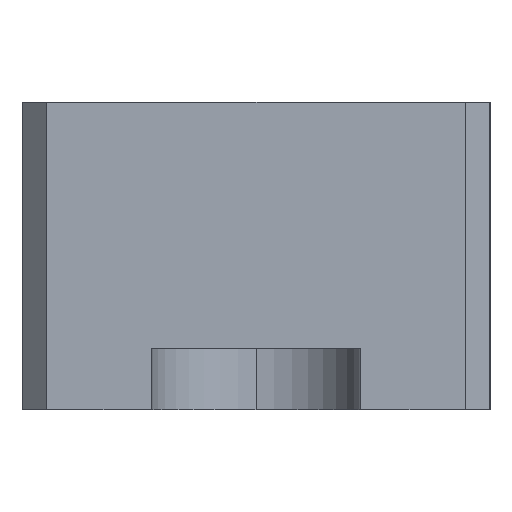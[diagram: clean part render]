
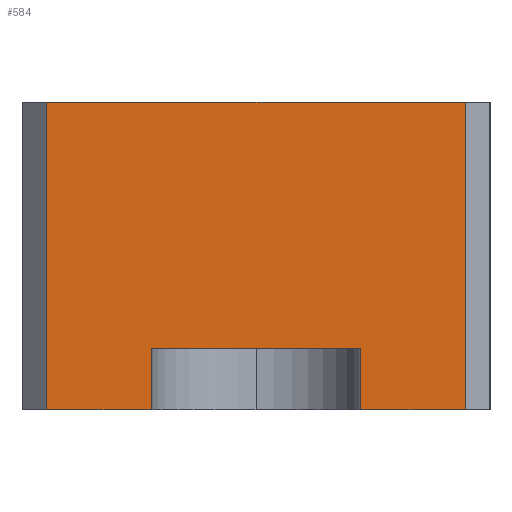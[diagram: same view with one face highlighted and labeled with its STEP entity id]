
A CAD part, left-side view. The second image highlights one B-rep face of the part: STEP entity #584.
In plain terms, the highlighted planar face has unit normal (-1, 0, 0).
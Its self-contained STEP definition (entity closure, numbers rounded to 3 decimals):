
#2 = EDGE_CURVE ( 'NONE', #554, #174, #568, .T. ) ;
#11 = CARTESIAN_POINT ( 'NONE',  ( -135., -8.5, 5. ) ) ;
#20 = VERTEX_POINT ( 'NONE', #681 ) ;
#27 = LINE ( 'NONE', #633, #129 ) ;
#31 = EDGE_CURVE ( 'NONE', #20, #670, #27, .T. ) ;
#52 = CARTESIAN_POINT ( 'NONE',  ( -135., -17., 0. ) ) ;
#56 = EDGE_CURVE ( 'NONE', #706, #20, #311, .T. ) ;
#62 = CARTESIAN_POINT ( 'NONE',  ( -135., -8.5, 0. ) ) ;
#71 = CARTESIAN_POINT ( 'NONE',  ( -135., 17., 0. ) ) ;
#83 = VECTOR ( 'NONE', #548, 1000. ) ;
#96 = VECTOR ( 'NONE', #419, 1000. ) ;
#107 = DIRECTION ( 'NONE',  ( 0., 0., -1. ) ) ;
#129 = VECTOR ( 'NONE', #464, 1000. ) ;
#149 = LINE ( 'NONE', #475, #96 ) ;
#159 = CARTESIAN_POINT ( 'NONE',  ( -135., -17., 25. ) ) ;
#174 = VERTEX_POINT ( 'NONE', #387 ) ;
#193 = CARTESIAN_POINT ( 'NONE',  ( -135., -17., 25. ) ) ;
#203 = CARTESIAN_POINT ( 'NONE',  ( -135., 8.5, 25. ) ) ;
#213 = CARTESIAN_POINT ( 'NONE',  ( -135., -17., 25. ) ) ;
#229 = LINE ( 'NONE', #603, #265 ) ;
#265 = VECTOR ( 'NONE', #615, 1000. ) ;
#288 = ORIENTED_EDGE ( 'NONE', *, *, #399, .F. ) ;
#293 = CARTESIAN_POINT ( 'NONE',  ( -135., 8.5, 5. ) ) ;
#306 = VECTOR ( 'NONE', #687, 1000. ) ;
#311 = LINE ( 'NONE', #203, #531 ) ;
#322 = AXIS2_PLACEMENT_3D ( 'NONE', #159, #375, #107 ) ;
#355 = EDGE_LOOP ( 'NONE', ( #406, #508, #511, #288, #358, #460, #552, #443 ) ) ;
#358 = ORIENTED_EDGE ( 'NONE', *, *, #2, .T. ) ;
#375 = DIRECTION ( 'NONE',  ( -1., 0., 0. ) ) ;
#382 = EDGE_CURVE ( 'NONE', #174, #670, #149, .T. ) ;
#387 = CARTESIAN_POINT ( 'NONE',  ( -135., 17., 25. ) ) ;
#399 = EDGE_CURVE ( 'NONE', #554, #461, #689, .T. ) ;
#406 = ORIENTED_EDGE ( 'NONE', *, *, #650, .T. ) ;
#416 = CARTESIAN_POINT ( 'NONE',  ( -135., -8.5, 25. ) ) ;
#419 = DIRECTION ( 'NONE',  ( 0., 0., -1. ) ) ;
#443 = ORIENTED_EDGE ( 'NONE', *, *, #56, .F. ) ;
#460 = ORIENTED_EDGE ( 'NONE', *, *, #382, .T. ) ;
#461 = VERTEX_POINT ( 'NONE', #636 ) ;
#464 = DIRECTION ( 'NONE',  ( 0., 1., 0. ) ) ;
#472 = EDGE_CURVE ( 'NONE', #703, #666, #570, .T. ) ;
#475 = CARTESIAN_POINT ( 'NONE',  ( -135., 17., 25. ) ) ;
#508 = ORIENTED_EDGE ( 'NONE', *, *, #472, .T. ) ;
#510 = CARTESIAN_POINT ( 'NONE',  ( -135., -17., 25. ) ) ;
#511 = ORIENTED_EDGE ( 'NONE', *, *, #605, .F. ) ;
#515 = VECTOR ( 'NONE', #518, 1000. ) ;
#518 = DIRECTION ( 'NONE',  ( 0., 0., -1. ) ) ;
#522 = DIRECTION ( 'NONE',  ( 0., 0., -1. ) ) ;
#523 = DIRECTION ( 'NONE',  ( 0., 0., -1. ) ) ;
#531 = VECTOR ( 'NONE', #523, 1000. ) ;
#536 = PLANE ( 'NONE',  #322 ) ;
#548 = DIRECTION ( 'NONE',  ( 0., 1., 0. ) ) ;
#552 = ORIENTED_EDGE ( 'NONE', *, *, #31, .F. ) ;
#554 = VERTEX_POINT ( 'NONE', #213 ) ;
#568 = LINE ( 'NONE', #193, #306 ) ;
#570 = LINE ( 'NONE', #416, #515 ) ;
#573 = VECTOR ( 'NONE', #522, 1000. ) ;
#584 = ADVANCED_FACE ( 'NONE', ( #697 ), #536, .T. ) ;
#595 = LINE ( 'NONE', #52, #83 ) ;
#603 = CARTESIAN_POINT ( 'NONE',  ( -135., -17., 5. ) ) ;
#605 = EDGE_CURVE ( 'NONE', #461, #666, #595, .T. ) ;
#615 = DIRECTION ( 'NONE',  ( 0., -1., 0. ) ) ;
#633 = CARTESIAN_POINT ( 'NONE',  ( -135., -17., 0. ) ) ;
#636 = CARTESIAN_POINT ( 'NONE',  ( -135., -17., 0. ) ) ;
#650 = EDGE_CURVE ( 'NONE', #706, #703, #229, .T. ) ;
#666 = VERTEX_POINT ( 'NONE', #62 ) ;
#670 = VERTEX_POINT ( 'NONE', #71 ) ;
#681 = CARTESIAN_POINT ( 'NONE',  ( -135., 8.5, 0. ) ) ;
#687 = DIRECTION ( 'NONE',  ( 0., 1., 0. ) ) ;
#689 = LINE ( 'NONE', #510, #573 ) ;
#697 = FACE_OUTER_BOUND ( 'NONE', #355, .T. ) ;
#703 = VERTEX_POINT ( 'NONE', #11 ) ;
#706 = VERTEX_POINT ( 'NONE', #293 ) ;
